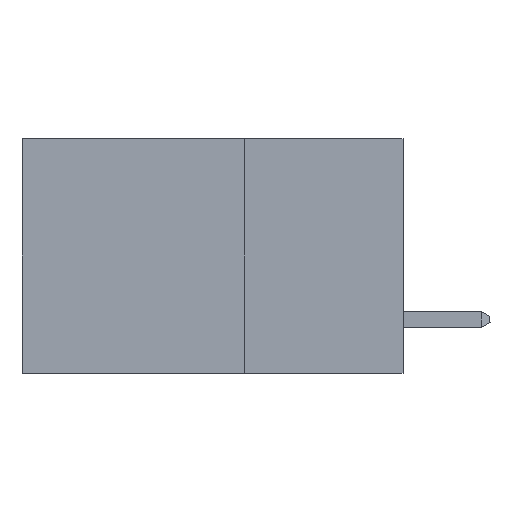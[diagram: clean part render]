
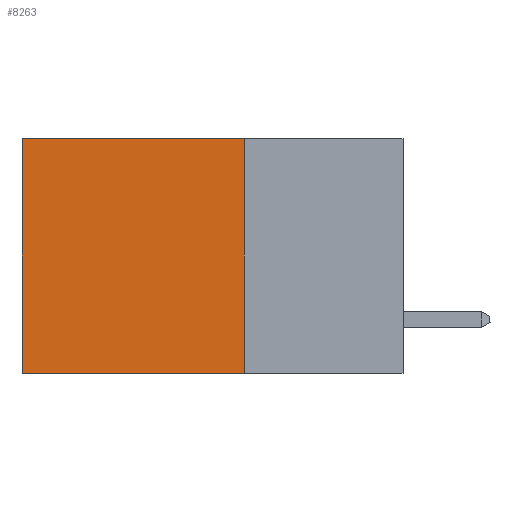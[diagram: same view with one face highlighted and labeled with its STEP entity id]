
A CAD part, left-side view. The second image highlights one B-rep face of the part: STEP entity #8263.
In plain terms, the highlighted planar face has unit normal (-1, 0, 0).
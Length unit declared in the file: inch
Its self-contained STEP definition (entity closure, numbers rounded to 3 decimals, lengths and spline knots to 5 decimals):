
#1072 = EDGE_LOOP ( 'NONE', ( #10825, #24622, #14474, #11299 ) ) ;
#1298 = DIRECTION ( 'NONE',  ( 0., 1., 0. ) ) ;
#1920 = VECTOR ( 'NONE', #1298, 39.37008 ) ;
#2686 = VERTEX_POINT ( 'NONE', #11430 ) ;
#6051 = VERTEX_POINT ( 'NONE', #18851 ) ;
#6865 = CARTESIAN_POINT ( 'NONE',  ( 0.2875, 0.25, 0. ) ) ;
#7758 = LINE ( 'NONE', #6865, #35381 ) ;
#8263 = ADVANCED_FACE ( 'NONE', ( #13736 ), #33697, .F. ) ;
#9032 = CARTESIAN_POINT ( 'NONE',  ( 0.2875, 0.25, 0. ) ) ;
#10413 = LINE ( 'NONE', #13187, #1920 ) ;
#10825 = ORIENTED_EDGE ( 'NONE', *, *, #14167, .T. ) ;
#11299 = ORIENTED_EDGE ( 'NONE', *, *, #13392, .T. ) ;
#11430 = CARTESIAN_POINT ( 'NONE',  ( 0.2875, 0.25, -0.37 ) ) ;
#12687 = CARTESIAN_POINT ( 'NONE',  ( 0.2875, 0.6, 0. ) ) ;
#13187 = CARTESIAN_POINT ( 'NONE',  ( 0.2875, 0.25, -0.37 ) ) ;
#13392 = EDGE_CURVE ( 'NONE', #22107, #27523, #7758, .T. ) ;
#13736 = FACE_OUTER_BOUND ( 'NONE', #1072, .T. ) ;
#14167 = EDGE_CURVE ( 'NONE', #27523, #6051, #40219, .T. ) ;
#14263 = CARTESIAN_POINT ( 'NONE',  ( 0.2875, 0.25, 0. ) ) ;
#14474 = ORIENTED_EDGE ( 'NONE', *, *, #23417, .F. ) ;
#17598 = EDGE_CURVE ( 'NONE', #2686, #6051, #10413, .T. ) ;
#18851 = CARTESIAN_POINT ( 'NONE',  ( 0.2875, 0.6, -0.37 ) ) ;
#21040 = DIRECTION ( 'NONE',  ( 0., 0., -1. ) ) ;
#21749 = CARTESIAN_POINT ( 'NONE',  ( 0.2875, 0.25, 0. ) ) ;
#22107 = VERTEX_POINT ( 'NONE', #14263 ) ;
#23417 = EDGE_CURVE ( 'NONE', #22107, #2686, #26608, .T. ) ;
#23734 = VECTOR ( 'NONE', #21040, 39.37008 ) ;
#24622 = ORIENTED_EDGE ( 'NONE', *, *, #17598, .F. ) ;
#24849 = DIRECTION ( 'NONE',  ( 0., 0., -1. ) ) ;
#26608 = LINE ( 'NONE', #21749, #34387 ) ;
#27523 = VERTEX_POINT ( 'NONE', #12687 ) ;
#30700 = DIRECTION ( 'NONE',  ( 1., 0., 0. ) ) ;
#31670 = DIRECTION ( 'NONE',  ( 0., 1., 0. ) ) ;
#33697 = PLANE ( 'NONE',  #39172 ) ;
#34387 = VECTOR ( 'NONE', #24849, 39.37008 ) ;
#35381 = VECTOR ( 'NONE', #31670, 39.37008 ) ;
#36336 = CARTESIAN_POINT ( 'NONE',  ( 0.2875, 0.6, 0. ) ) ;
#36914 = DIRECTION ( 'NONE',  ( 0., 0., -1. ) ) ;
#39172 = AXIS2_PLACEMENT_3D ( 'NONE', #9032, #30700, #36914 ) ;
#40219 = LINE ( 'NONE', #36336, #23734 ) ;
